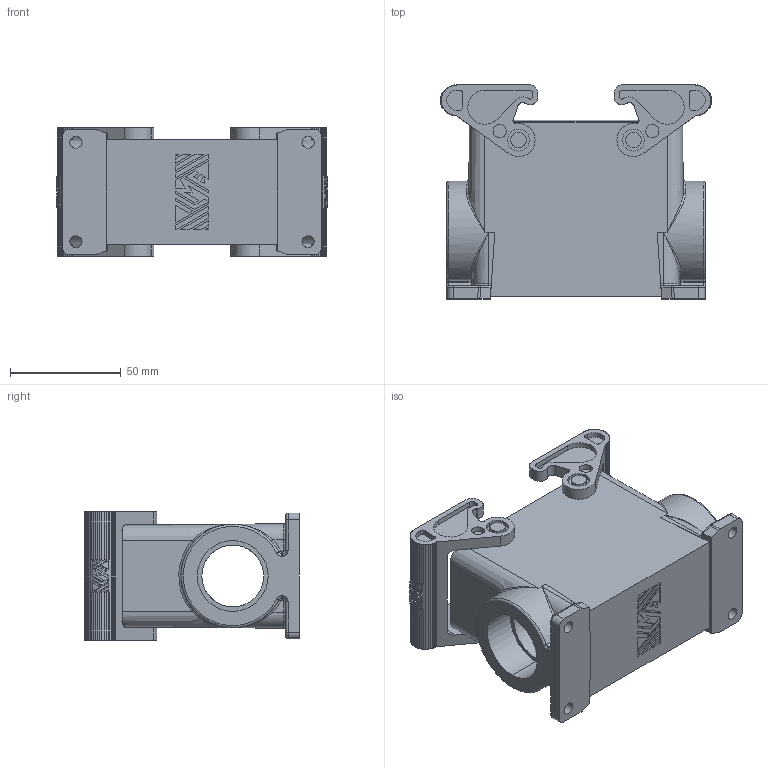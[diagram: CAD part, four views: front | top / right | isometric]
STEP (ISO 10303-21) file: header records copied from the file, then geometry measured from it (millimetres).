
FILE_DESCRIPTION(('Creo Elements/Direct Modeling STEP Export'),'2;1');
FILE_NAME('0ln7uvk53b6qerd4816','2020-06-22T13:41:55',(''),(''),'Creo Elements/Direct Modeling STEP processor for AP214 (Solid Model)','Creo Elements/Direct Modeling 20.1B 02-Apr-2019 (C) Parametric Technology GmbH','');
FILE_SCHEMA(('AUTOMOTIVE_DESIGN { 1 0 10303 214 1 1 1 1 }'));
Length unit declared in the file: millimetre
Products named in the file (2): TAPW16.232B
Assembly tree (1 placements, depth 2):
  TAPW16.232B
    TAPW16.232B
Bounding box: 122.6 x 96.9 x 58 mm (x, y, z)
Volume: 203425 mm3; surface area: 74898.8 mm2
Topology: 1 solids, 5 shells, 939 faces, 2596 edges, 1685 vertices
Faces by surface type: plane 533, cylinder 282, bspline 82, torus 26, cone 16
Entity records: 41512 total; most frequent: CARTESIAN_POINT 18995, ORIENTED_EDGE 5184, DIRECTION 4192, EDGE_CURVE 2592, VERTEX_POINT 1685, VECTOR 1444, LINE 1444, AXIS2_PLACEMENT_3D 1374
